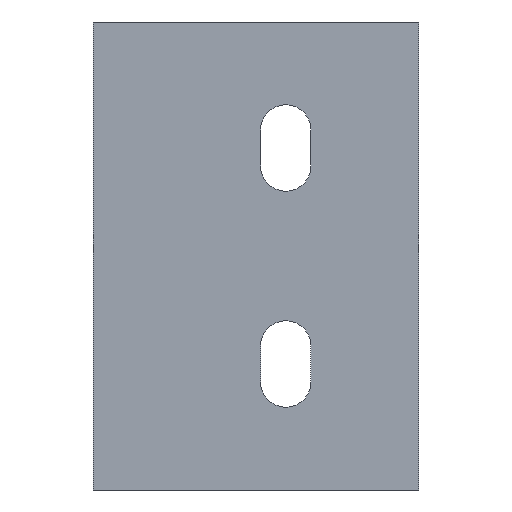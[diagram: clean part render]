
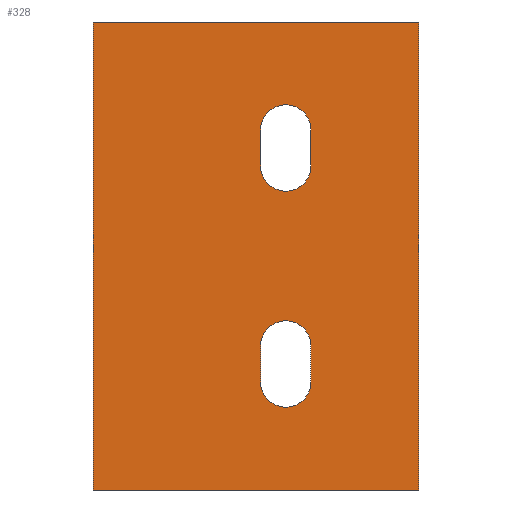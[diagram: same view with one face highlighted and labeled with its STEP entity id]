
A CAD part, left-side view. The second image highlights one B-rep face of the part: STEP entity #328.
In plain terms, the highlighted planar face has unit normal (-1, 0, 0).
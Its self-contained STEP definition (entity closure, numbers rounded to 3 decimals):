
#52 = FACE_OUTER_BOUND ( 'NONE', #152, .T. ) ;
#54 = FACE_BOUND ( 'NONE', #153, .T. ) ;
#58 = FACE_BOUND ( 'NONE', #154, .T. ) ;
#64 = CIRCLE ( 'NONE', #282, 3.5 ) ;
#65 = VECTOR ( 'NONE', #398, 1000. ) ;
#67 = VECTOR ( 'NONE', #400, 1000. ) ;
#68 = LINE ( 'NONE', #399, #65 ) ;
#70 = LINE ( 'NONE', #401, #67 ) ;
#72 = VECTOR ( 'NONE', #414, 1000. ) ;
#73 = CIRCLE ( 'NONE', #284, 3.5 ) ;
#75 = LINE ( 'NONE', #411, #72 ) ;
#76 = VECTOR ( 'NONE', #417, 1000. ) ;
#78 = LINE ( 'NONE', #415, #76 ) ;
#81 = CIRCLE ( 'NONE', #286, 3.5 ) ;
#86 = VECTOR ( 'NONE', #422, 1000. ) ;
#89 = LINE ( 'NONE', #425, #86 ) ;
#114 = VECTOR ( 'NONE', #466, 1000. ) ;
#116 = VECTOR ( 'NONE', #456, 1000. ) ;
#118 = VECTOR ( 'NONE', #464, 1000. ) ;
#119 = LINE ( 'NONE', #461, #116 ) ;
#122 = LINE ( 'NONE', #455, #114 ) ;
#123 = LINE ( 'NONE', #465, #118 ) ;
#124 = CIRCLE ( 'NONE', #289, 3.5 ) ;
#126 = VERTEX_POINT ( 'NONE', #485 ) ;
#127 = VERTEX_POINT ( 'NONE', #496 ) ;
#128 = VERTEX_POINT ( 'NONE', #495 ) ;
#131 = VERTEX_POINT ( 'NONE', #497 ) ;
#132 = VERTEX_POINT ( 'NONE', #488 ) ;
#136 = VERTEX_POINT ( 'NONE', #482 ) ;
#139 = VERTEX_POINT ( 'NONE', #478 ) ;
#141 = VERTEX_POINT ( 'NONE', #476 ) ;
#143 = VERTEX_POINT ( 'NONE', #474 ) ;
#144 = VERTEX_POINT ( 'NONE', #468 ) ;
#147 = VERTEX_POINT ( 'NONE', #471 ) ;
#148 = VERTEX_POINT ( 'NONE', #470 ) ;
#152 = EDGE_LOOP ( 'NONE', ( #219, #217, #220, #221 ) ) ;
#153 = EDGE_LOOP ( 'NONE', ( #206, #230, #222, #231 ) ) ;
#154 = EDGE_LOOP ( 'NONE', ( #175, #213, #215, #216 ) ) ;
#175 = ORIENTED_EDGE ( 'NONE', *, *, #321, .T. ) ;
#206 = ORIENTED_EDGE ( 'NONE', *, *, #312, .T. ) ;
#213 = ORIENTED_EDGE ( 'NONE', *, *, #292, .T. ) ;
#215 = ORIENTED_EDGE ( 'NONE', *, *, #275, .T. ) ;
#216 = ORIENTED_EDGE ( 'NONE', *, *, #291, .T. ) ;
#217 = ORIENTED_EDGE ( 'NONE', *, *, #313, .T. ) ;
#219 = ORIENTED_EDGE ( 'NONE', *, *, #315, .T. ) ;
#220 = ORIENTED_EDGE ( 'NONE', *, *, #256, .F. ) ;
#221 = ORIENTED_EDGE ( 'NONE', *, *, #318, .F. ) ;
#222 = ORIENTED_EDGE ( 'NONE', *, *, #316, .T. ) ;
#230 = ORIENTED_EDGE ( 'NONE', *, *, #319, .T. ) ;
#231 = ORIENTED_EDGE ( 'NONE', *, *, #307, .T. ) ;
#256 = EDGE_CURVE ( 'NONE', #131, #136, #123, .T. ) ;
#275 = EDGE_CURVE ( 'NONE', #148, #126, #124, .T. ) ;
#276 = AXIS2_PLACEMENT_3D ( 'NONE', #370, #371, #366 ) ;
#282 = AXIS2_PLACEMENT_3D ( 'NONE', #391, #390, #389 ) ;
#284 = AXIS2_PLACEMENT_3D ( 'NONE', #404, #407, #403 ) ;
#286 = AXIS2_PLACEMENT_3D ( 'NONE', #413, #402, #412 ) ;
#289 = AXIS2_PLACEMENT_3D ( 'NONE', #459, #458, #457 ) ;
#291 = EDGE_CURVE ( 'NONE', #126, #139, #119, .T. ) ;
#292 = EDGE_CURVE ( 'NONE', #132, #148, #122, .T. ) ;
#307 = EDGE_CURVE ( 'NONE', #128, #144, #89, .T. ) ;
#312 = EDGE_CURVE ( 'NONE', #144, #141, #81, .T. ) ;
#313 = EDGE_CURVE ( 'NONE', #127, #136, #78, .T. ) ;
#315 = EDGE_CURVE ( 'NONE', #147, #127, #75, .T. ) ;
#316 = EDGE_CURVE ( 'NONE', #143, #128, #73, .T. ) ;
#318 = EDGE_CURVE ( 'NONE', #147, #131, #70, .T. ) ;
#319 = EDGE_CURVE ( 'NONE', #141, #143, #68, .T. ) ;
#321 = EDGE_CURVE ( 'NONE', #139, #132, #64, .T. ) ;
#328 = ADVANCED_FACE ( 'NONE', ( #58, #52, #54 ), #368, .F. ) ;
#366 = DIRECTION ( 'NONE',  ( 0., 1., 0. ) ) ;
#368 = PLANE ( 'NONE',  #276 ) ;
#370 = CARTESIAN_POINT ( 'NONE',  ( 0., 32., -32.5 ) ) ;
#371 = DIRECTION ( 'NONE',  ( 1., 0., 0. ) ) ;
#389 = DIRECTION ( 'NONE',  ( 0., 0., -1. ) ) ;
#390 = DIRECTION ( 'NONE',  ( 1., 0., 0. ) ) ;
#391 = CARTESIAN_POINT ( 'NONE',  ( 0., 18.5, 17.5 ) ) ;
#398 = DIRECTION ( 'NONE',  ( 0., 0., -1. ) ) ;
#399 = CARTESIAN_POINT ( 'NONE',  ( 0., 15., -17.5 ) ) ;
#400 = DIRECTION ( 'NONE',  ( 0., 1., 0. ) ) ;
#401 = CARTESIAN_POINT ( 'NONE',  ( 0., 32., -32.5 ) ) ;
#402 = DIRECTION ( 'NONE',  ( 1., 0., 0. ) ) ;
#403 = DIRECTION ( 'NONE',  ( 0., 0., 1. ) ) ;
#404 = CARTESIAN_POINT ( 'NONE',  ( 0., 18.5, -17.5 ) ) ;
#407 = DIRECTION ( 'NONE',  ( 1., 0., 0. ) ) ;
#411 = CARTESIAN_POINT ( 'NONE',  ( 0., 0., -32.5 ) ) ;
#412 = DIRECTION ( 'NONE',  ( 0., 0., 1. ) ) ;
#413 = CARTESIAN_POINT ( 'NONE',  ( 0., 18.5, -12.5 ) ) ;
#414 = DIRECTION ( 'NONE',  ( 0., 0., 1. ) ) ;
#415 = CARTESIAN_POINT ( 'NONE',  ( 0., 32., 32.5 ) ) ;
#417 = DIRECTION ( 'NONE',  ( 0., 1., 0. ) ) ;
#422 = DIRECTION ( 'NONE',  ( 0., 0., 1. ) ) ;
#425 = CARTESIAN_POINT ( 'NONE',  ( 0., 22., -12.5 ) ) ;
#455 = CARTESIAN_POINT ( 'NONE',  ( 0., 15., 17.5 ) ) ;
#456 = DIRECTION ( 'NONE',  ( 0., 0., 1. ) ) ;
#457 = DIRECTION ( 'NONE',  ( 0., 0., -1. ) ) ;
#458 = DIRECTION ( 'NONE',  ( 1., 0., 0. ) ) ;
#459 = CARTESIAN_POINT ( 'NONE',  ( 0., 18.5, 12.5 ) ) ;
#461 = CARTESIAN_POINT ( 'NONE',  ( 0., 22., 12.5 ) ) ;
#464 = DIRECTION ( 'NONE',  ( 0., 0., 1. ) ) ;
#465 = CARTESIAN_POINT ( 'NONE',  ( 0., 45.269, -32.5 ) ) ;
#466 = DIRECTION ( 'NONE',  ( 0., 0., -1. ) ) ;
#468 = CARTESIAN_POINT ( 'NONE',  ( 0., 22., -12.5 ) ) ;
#470 = CARTESIAN_POINT ( 'NONE',  ( 0., 15., 12.5 ) ) ;
#471 = CARTESIAN_POINT ( 'NONE',  ( 0., 0., -32.5 ) ) ;
#474 = CARTESIAN_POINT ( 'NONE',  ( 0., 15., -17.5 ) ) ;
#476 = CARTESIAN_POINT ( 'NONE',  ( 0., 15., -12.5 ) ) ;
#478 = CARTESIAN_POINT ( 'NONE',  ( 0., 22., 17.5 ) ) ;
#482 = CARTESIAN_POINT ( 'NONE',  ( 0., 45.269, 32.5 ) ) ;
#485 = CARTESIAN_POINT ( 'NONE',  ( 0., 22., 12.5 ) ) ;
#488 = CARTESIAN_POINT ( 'NONE',  ( 0., 15., 17.5 ) ) ;
#495 = CARTESIAN_POINT ( 'NONE',  ( 0., 22., -17.5 ) ) ;
#496 = CARTESIAN_POINT ( 'NONE',  ( 0., 0., 32.5 ) ) ;
#497 = CARTESIAN_POINT ( 'NONE',  ( 0., 45.269, -32.5 ) ) ;
